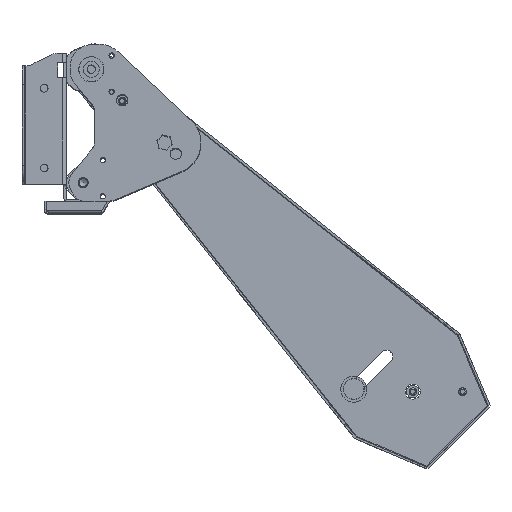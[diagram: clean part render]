
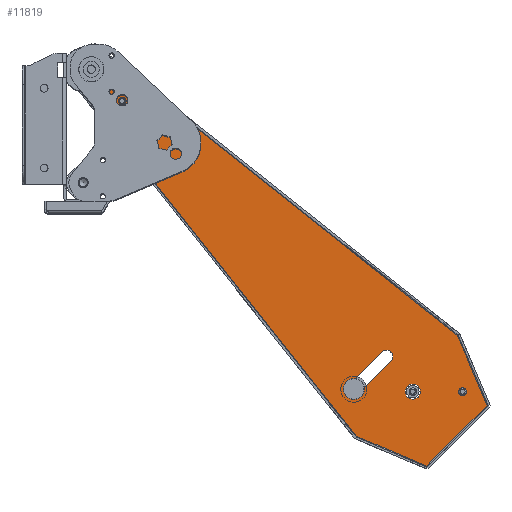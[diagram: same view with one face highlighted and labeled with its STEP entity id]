
A CAD part, top view. The second image highlights one B-rep face of the part: STEP entity #11819.
In plain terms, the highlighted face is planar.
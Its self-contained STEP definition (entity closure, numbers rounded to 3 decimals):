
#743=LINE('',#19375,#1456);
#744=LINE('',#19378,#1457);
#745=LINE('',#19380,#1458);
#746=LINE('',#19382,#1459);
#747=LINE('',#19384,#1460);
#748=LINE('',#19386,#1461);
#749=LINE('',#19389,#1462);
#750=LINE('',#19394,#1463);
#1456=VECTOR('',#15464,1000.);
#1457=VECTOR('',#15465,1000.);
#1458=VECTOR('',#15466,1000.);
#1459=VECTOR('',#15467,1000.);
#1460=VECTOR('',#15468,1000.);
#1461=VECTOR('',#15469,1000.);
#1462=VECTOR('',#15472,1000.);
#1463=VECTOR('',#15475,1000.);
#2021=PLANE('',#12921);
#4225=ORIENTED_EDGE('',*,*,#5852,.T.);
#4226=ORIENTED_EDGE('',*,*,#5853,.T.);
#4227=ORIENTED_EDGE('',*,*,#5854,.F.);
#4228=ORIENTED_EDGE('',*,*,#5855,.F.);
#4229=ORIENTED_EDGE('',*,*,#5856,.F.);
#4230=ORIENTED_EDGE('',*,*,#5857,.T.);
#4231=ORIENTED_EDGE('',*,*,#5858,.T.);
#4232=ORIENTED_EDGE('',*,*,#5859,.T.);
#4233=ORIENTED_EDGE('',*,*,#5860,.F.);
#4234=ORIENTED_EDGE('',*,*,#5861,.T.);
#4235=ORIENTED_EDGE('',*,*,#5862,.T.);
#4236=ORIENTED_EDGE('',*,*,#5863,.T.);
#4237=ORIENTED_EDGE('',*,*,#5864,.T.);
#5852=EDGE_CURVE('',#6857,#6857,#7457,.F.);
#5853=EDGE_CURVE('',#6858,#6858,#7458,.F.);
#5854=EDGE_CURVE('',#6859,#6860,#743,.T.);
#5855=EDGE_CURVE('',#6861,#6859,#744,.T.);
#5856=EDGE_CURVE('',#6862,#6861,#745,.T.);
#5857=EDGE_CURVE('',#6862,#6863,#746,.T.);
#5858=EDGE_CURVE('',#6863,#6864,#747,.T.);
#5859=EDGE_CURVE('',#6864,#6860,#748,.T.);
#5860=EDGE_CURVE('',#6865,#6865,#7459,.T.);
#5861=EDGE_CURVE('',#6866,#6867,#749,.T.);
#5862=EDGE_CURVE('',#6867,#6868,#7460,.T.);
#5863=EDGE_CURVE('',#6868,#6869,#750,.T.);
#5864=EDGE_CURVE('',#6869,#6866,#7461,.T.);
#6857=VERTEX_POINT('',#19372);
#6858=VERTEX_POINT('',#19374);
#6859=VERTEX_POINT('',#19376);
#6860=VERTEX_POINT('',#19377);
#6861=VERTEX_POINT('',#19379);
#6862=VERTEX_POINT('',#19381);
#6863=VERTEX_POINT('',#19383);
#6864=VERTEX_POINT('',#19385);
#6865=VERTEX_POINT('',#19388);
#6866=VERTEX_POINT('',#19390);
#6867=VERTEX_POINT('',#19391);
#6868=VERTEX_POINT('',#19393);
#6869=VERTEX_POINT('',#19395);
#7457=CIRCLE('',#12922,3.25);
#7458=CIRCLE('',#12923,3.1);
#7459=CIRCLE('',#12924,6.);
#7460=CIRCLE('',#12925,5.1);
#7461=CIRCLE('',#12926,5.1);
#8203=EDGE_LOOP('',(#4225));
#8204=EDGE_LOOP('',(#4226));
#8205=EDGE_LOOP('',(#4227,#4228,#4229,#4230,#4231,#4232));
#8206=EDGE_LOOP('',(#4233));
#8207=EDGE_LOOP('',(#4234,#4235,#4236,#4237));
#9025=FACE_BOUND('',#8203,.T.);
#9026=FACE_BOUND('',#8204,.T.);
#9027=FACE_BOUND('',#8205,.T.);
#9028=FACE_BOUND('',#8206,.T.);
#9029=FACE_BOUND('',#8207,.T.);
#11819=ADVANCED_FACE('',(#9025,#9026,#9027,#9028,#9029),#2021,.T.);
#12921=AXIS2_PLACEMENT_3D('',#19370,#15458,#15459);
#12922=AXIS2_PLACEMENT_3D('',#19371,#15460,#15461);
#12923=AXIS2_PLACEMENT_3D('',#19373,#15462,#15463);
#12924=AXIS2_PLACEMENT_3D('',#19387,#15470,#15471);
#12925=AXIS2_PLACEMENT_3D('',#19392,#15473,#15474);
#12926=AXIS2_PLACEMENT_3D('',#19396,#15476,#15477);
#15458=DIRECTION('',(0.,0.,-1.));
#15459=DIRECTION('',(-1.,0.,0.));
#15460=DIRECTION('',(0.,0.,-1.));
#15461=DIRECTION('',(-1.,0.,0.));
#15462=DIRECTION('',(0.,0.,-1.));
#15463=DIRECTION('',(-1.,0.,0.));
#15464=DIRECTION('',(0.375,0.927,0.));
#15465=DIRECTION('',(1.,0.,0.));
#15466=DIRECTION('',(0.375,-0.927,0.));
#15467=DIRECTION('',(0.113,0.994,0.));
#15468=DIRECTION('',(1.,0.,0.));
#15469=DIRECTION('',(0.113,-0.994,0.));
#15470=DIRECTION('',(0.,0.,-1.));
#15471=DIRECTION('',(1.,0.,0.));
#15472=DIRECTION('',(1.,0.,0.));
#15473=DIRECTION('',(0.,0.,1.));
#15474=DIRECTION('',(-1.,0.,0.));
#15475=DIRECTION('',(-1.,0.,0.));
#15476=DIRECTION('',(0.,0.,1.));
#15477=DIRECTION('',(1.,0.,0.));
#19370=CARTESIAN_POINT('',(0.,-101.75,0.));
#19371=CARTESIAN_POINT('',(-28.25,-130.,0.));
#19372=CARTESIAN_POINT('',(-31.5,-130.,0.));
#19373=CARTESIAN_POINT('',(0.,228.1,0.));
#19374=CARTESIAN_POINT('',(-3.1,228.1,0.));
#19375=CARTESIAN_POINT('',(34.299,-151.75,0.));
#19376=CARTESIAN_POINT('',(34.299,-151.75,0.));
#19377=CARTESIAN_POINT('',(57.13,-95.241,0.));
#19378=CARTESIAN_POINT('',(0.,-151.75,0.));
#19379=CARTESIAN_POINT('',(-34.299,-151.75,0.));
#19380=CARTESIAN_POINT('',(-57.13,-95.241,0.));
#19381=CARTESIAN_POINT('',(-57.13,-95.241,0.));
#19382=CARTESIAN_POINT('',(-57.13,-95.241,0.));
#19383=CARTESIAN_POINT('',(-14.833,276.,0.));
#19384=CARTESIAN_POINT('',(-8.794,276.,0.));
#19385=CARTESIAN_POINT('',(14.833,276.,0.));
#19386=CARTESIAN_POINT('',(14.755,276.679,0.));
#19387=CARTESIAN_POINT('',(0.,-101.75,0.));
#19388=CARTESIAN_POINT('',(6.,-101.75,0.));
#19389=CARTESIAN_POINT('',(-5.,-71.85,0.));
#19390=CARTESIAN_POINT('',(-5.,-71.85,0.));
#19391=CARTESIAN_POINT('',(32.,-71.85,0.));
#19392=CARTESIAN_POINT('',(32.,-66.75,0.));
#19393=CARTESIAN_POINT('',(32.,-61.65,0.));
#19394=CARTESIAN_POINT('',(32.,-61.65,0.));
#19395=CARTESIAN_POINT('',(-5.,-61.65,0.));
#19396=CARTESIAN_POINT('',(-5.,-66.75,0.));
